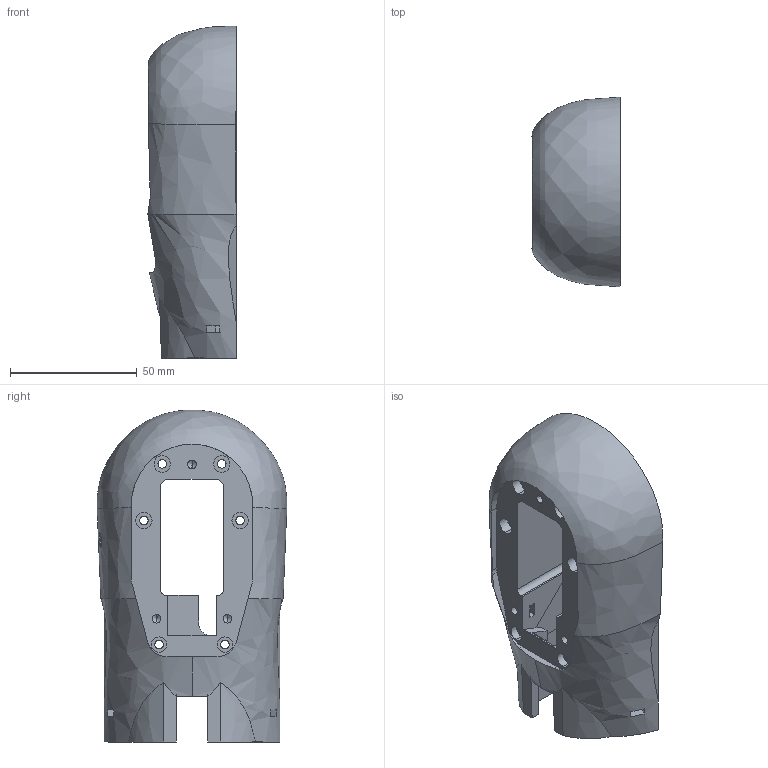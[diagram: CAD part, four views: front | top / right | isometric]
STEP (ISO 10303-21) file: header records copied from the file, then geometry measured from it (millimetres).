
FILE_DESCRIPTION (( 'STEP AP214' ), '1' );
FILE_NAME ('Upper_arm.STEP', '2025-03-31T14:03:32', ( '' ), ( '' ), 'SwSTEP 2.0', 'SolidWorks 2025', '' );
FILE_SCHEMA (( 'AUTOMOTIVE_DESIGN' ));
Length unit declared in the file: millimetre
Products named in the file (1): Upper_arm_part2
Bounding box: 34.88 x 74.94 x 131.18 mm (x, y, z)
Volume: 131238.8 mm3; surface area: 42489.7 mm2
Topology: 1 solids, 1 shells, 218 faces, 588 edges, 374 vertices
Faces by surface type: plane 98, cylinder 82, cone 19, bspline 11, torus 8
Entity records: 7753 total; most frequent: CARTESIAN_POINT 2340, ORIENTED_EDGE 1148, DIRECTION 1070, EDGE_CURVE 574, VERTEX_POINT 374, AXIS2_PLACEMENT_3D 373, VECTOR 324, LINE 324
